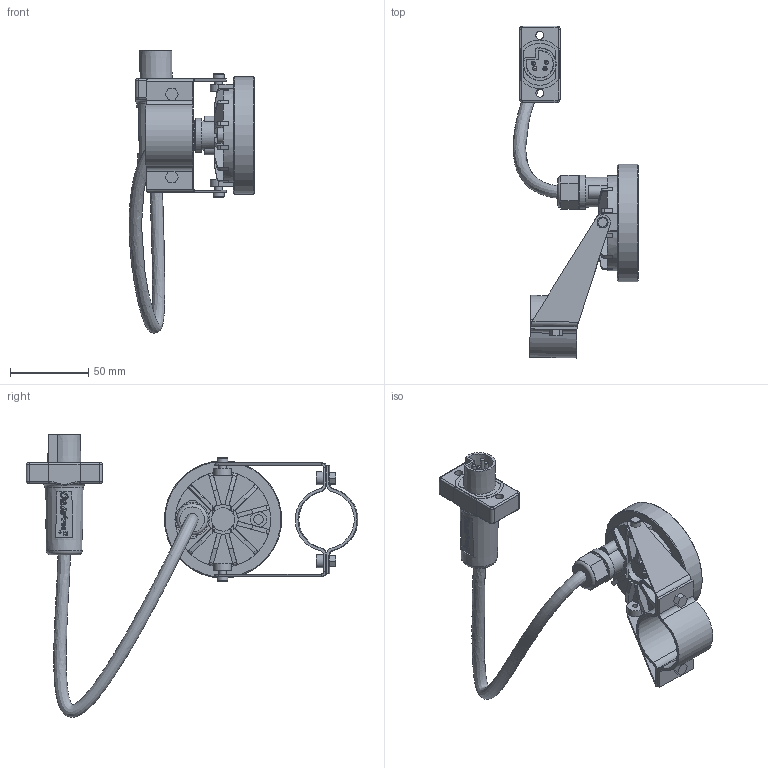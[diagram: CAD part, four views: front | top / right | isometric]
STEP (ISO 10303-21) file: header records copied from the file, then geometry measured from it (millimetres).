
FILE_DESCRIPTION(/* description */ (''),/* implementation_level */ '2;1');
FILE_NAME(/* name */ '72704 ProfiLux LED s RGB DMX 02.stp',/* time_stamp */ '2019-06-18T08:41:30+02:00',/* author */ ('guzb562'),/* organization */ (''),/* preprocessor_version */ 'ST-DEVELOPER v17.2',/* originating_system */ 'Autodesk Inventor 2019',/* authorisation */ '');
FILE_SCHEMA (('CONFIG_CONTROL_DESIGN'));
Length unit declared in the file: millimetre
Products named in the file (6): 56267_ProfiLux LED 110; 72704 ProfiLux LED S RGB dmx_02; halterung Profilux LEd  110; stecker female; 56267_ProfiLux LED 110.Kabelbaum1; 56267_ProfiLux LED 110.Kabelbaum1_1
Assembly tree (5 placements, depth 3):
  56267_ProfiLux LED 110
    72704 ProfiLux LED S RGB dmx_02
    halterung Profilux LEd  110
    stecker female
    56267_ProfiLux LED 110.Kabelbaum1
      56267_ProfiLux LED 110.Kabelbaum1_1
Bounding box: 80.48 x 212.66 x 181.02 mm (x, y, z)
Volume: 146011.2 mm3; surface area: 58892.4 mm2
Topology: 4 solids, 7 shells, 856 faces, 2257 edges, 1479 vertices
Faces by surface type: plane 565, bspline 154, cylinder 120, cone 10, torus 7
Full cylindrical faces by diameter (mm): 3.2 x2, 3.595 x3, 4.5 x2, 4.732 x2, 5.216 x2, 6 x1, 6.966 x2, 7.552 x1, 8 x1, 8.312 x2, 9 x6, 15 x1, 19 x2, 20 x1, 20.036 x1, 21.956 x1, 51.015 x1, 51.258 x1, 75.201 x1
Entity records: 28990 total; most frequent: CARTESIAN_POINT 8038, ORIENTED_EDGE 4508, DIRECTION 3749, EDGE_CURVE 2255, LINE 1587, VECTOR 1587, VERTEX_POINT 1477, AXIS2_PLACEMENT_3D 1081
